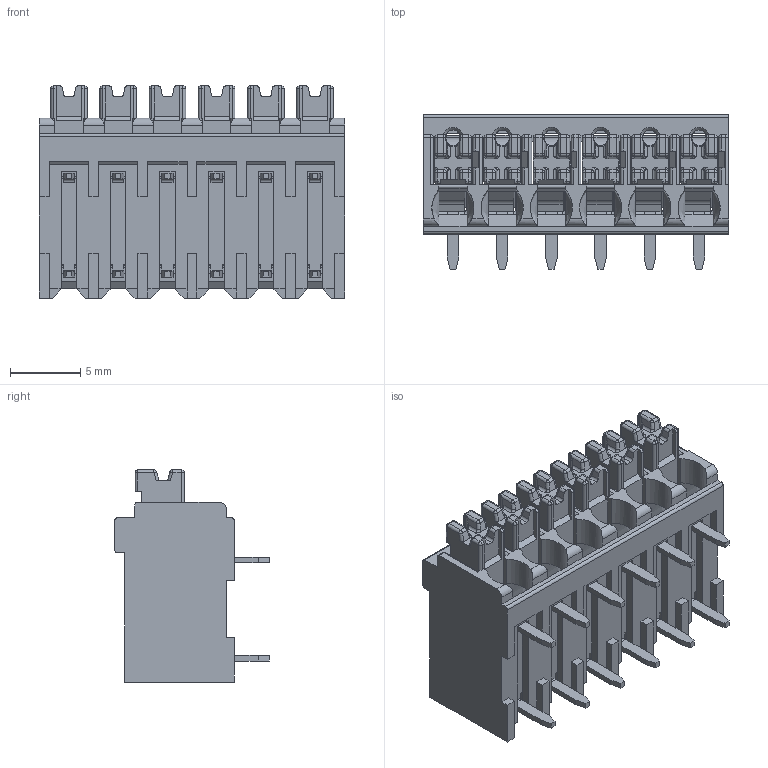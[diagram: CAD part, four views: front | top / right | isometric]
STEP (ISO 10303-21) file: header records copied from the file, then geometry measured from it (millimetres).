
FILE_DESCRIPTION(/* description */ ('Unknown'),/* implementation_level */ '2;1');
FILE_NAME(/* name */ '691810110006',/* time_stamp */ '2021-10-06T13:52:41+02:00',/* author */ ('Unknown'),/* organization */ ('Unknown'),/* preprocessor_version */ 'ST-DEVELOPER v16.7',/* originating_system */ 'Solid Edge',/* authorisation */ 'Unknown');
FILE_SCHEMA (('AUTOMOTIVE_DESIGN { 1 0 10303 214 3 1 1 }','AUTOMOTIVE_DESIGN {1 0 10303 214 3 1 1}'));
Length unit declared in the file: millimetre
Products named in the file (5): 6918101100xx; 691410100006; 6918101100xx_SolderPin; 6914101000xx_SpringClamp; 6914101000xx_Lever
Assembly tree (19 placements, depth 2):
  6918101100xx
    691410100006
    6918101100xx_SolderPin  x6
    6914101000xx_SpringClamp  x6
    6914101000xx_Lever  x6
Bounding box: 21.7 x 11 x 15.1 mm (x, y, z)
Volume: 1125.5 mm3; surface area: 4219.4 mm2
Topology: 19 solids, 19 shells, 2059 faces, 5623 edges, 3487 vertices
Faces by surface type: plane 1265, cylinder 577, sphere 97, bspline 84, torus 24, cone 12
Entity records: 25211 total; most frequent: CARTESIAN_POINT 4917, ORIENTED_EDGE 4342, DIRECTION 4006, EDGE_CURVE 2171, LINE 1788, VECTOR 1788, VERTEX_POINT 1377, AXIS2_PLACEMENT_3D 1109
